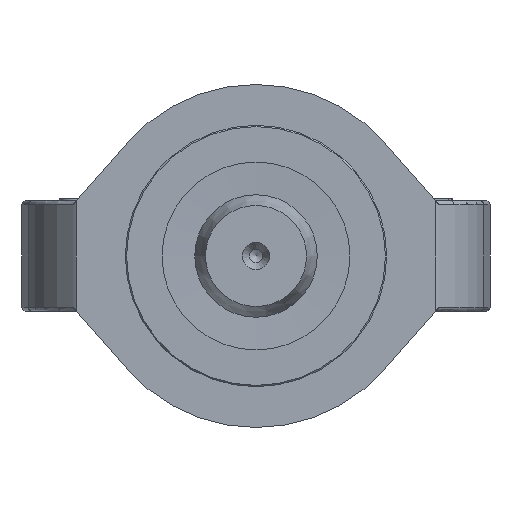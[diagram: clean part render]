
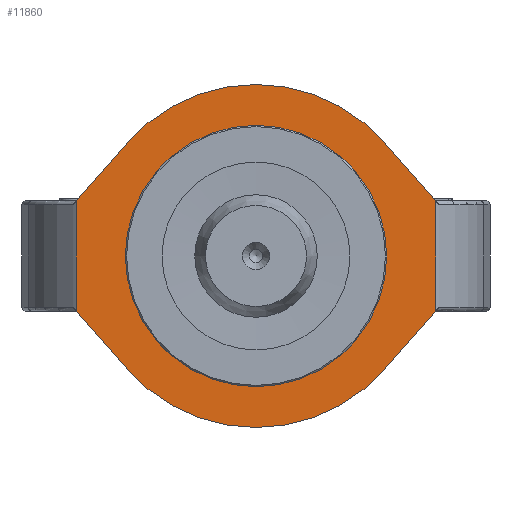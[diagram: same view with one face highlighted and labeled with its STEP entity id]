
A CAD part, front view. The second image highlights one B-rep face of the part: STEP entity #11860.
In plain terms, the highlighted planar face has unit normal (0, -1, 0).
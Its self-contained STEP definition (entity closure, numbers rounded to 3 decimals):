
#316=CIRCLE('',#12497,32.);
#371=CIRCLE('',#12608,42.);
#372=CIRCLE('',#12612,42.);
#531=FACE_BOUND('',#2282,.T.);
#1569=FACE_OUTER_BOUND('',#2281,.T.);
#2281=EDGE_LOOP('',(#9491,#9492,#9493,#9494,#9495,#9496,#9497,#9498));
#2282=EDGE_LOOP('',(#9499));
#3270=LINE('',#18463,#4259);
#3274=LINE('',#18480,#4263);
#3290=LINE('',#18890,#4279);
#3292=LINE('',#18896,#4281);
#3294=LINE('',#18900,#4283);
#3296=LINE('',#18906,#4285);
#4259=VECTOR('',#14176,10.);
#4263=VECTOR('',#14196,10.);
#4279=VECTOR('',#14332,10.);
#4281=VECTOR('',#14340,10.);
#4283=VECTOR('',#14344,10.);
#4285=VECTOR('',#14352,10.);
#5193=VERTEX_POINT('',#18344);
#5221=VERTEX_POINT('',#18455);
#5224=VERTEX_POINT('',#18461);
#5228=VERTEX_POINT('',#18477);
#5229=VERTEX_POINT('',#18479);
#5255=VERTEX_POINT('',#18888);
#5256=VERTEX_POINT('',#18892);
#5257=VERTEX_POINT('',#18898);
#5258=VERTEX_POINT('',#18902);
#6644=EDGE_CURVE('',#5193,#5193,#316,.T.);
#6688=EDGE_CURVE('',#5224,#5221,#3270,.T.);
#6696=EDGE_CURVE('',#5228,#5229,#3274,.T.);
#6756=EDGE_CURVE('',#5228,#5255,#3290,.T.);
#6758=EDGE_CURVE('',#5255,#5256,#371,.T.);
#6759=EDGE_CURVE('',#5256,#5221,#3292,.T.);
#6761=EDGE_CURVE('',#5224,#5257,#3294,.T.);
#6763=EDGE_CURVE('',#5257,#5258,#372,.T.);
#6764=EDGE_CURVE('',#5258,#5229,#3296,.T.);
#9491=ORIENTED_EDGE('',*,*,#6696,.F.);
#9492=ORIENTED_EDGE('',*,*,#6756,.T.);
#9493=ORIENTED_EDGE('',*,*,#6758,.T.);
#9494=ORIENTED_EDGE('',*,*,#6759,.T.);
#9495=ORIENTED_EDGE('',*,*,#6688,.F.);
#9496=ORIENTED_EDGE('',*,*,#6761,.T.);
#9497=ORIENTED_EDGE('',*,*,#6763,.T.);
#9498=ORIENTED_EDGE('',*,*,#6764,.T.);
#9499=ORIENTED_EDGE('',*,*,#6644,.T.);
#11292=PLANE('',#12614);
#11860=ADVANCED_FACE('',(#1569,#531),#11292,.T.);
#12497=AXIS2_PLACEMENT_3D('',#18345,#14075,#14076);
#12608=AXIS2_PLACEMENT_3D('',#18894,#14336,#14337);
#12612=AXIS2_PLACEMENT_3D('',#18904,#14348,#14349);
#12614=AXIS2_PLACEMENT_3D('',#18907,#14353,#14354);
#14075=DIRECTION('center_axis',(0.,1.,0.));
#14076=DIRECTION('ref_axis',(-1.,0.,0.));
#14176=DIRECTION('',(0.,0.,1.));
#14196=DIRECTION('',(0.,0.,-1.));
#14332=DIRECTION('',(-0.659,0.,0.752));
#14336=DIRECTION('center_axis',(0.,-1.,0.));
#14337=DIRECTION('ref_axis',(0.752,0.,0.659));
#14340=DIRECTION('',(-0.659,0.,-0.752));
#14344=DIRECTION('',(0.659,0.,-0.752));
#14348=DIRECTION('center_axis',(0.,-1.,0.));
#14349=DIRECTION('ref_axis',(-0.752,0.,-0.659));
#14352=DIRECTION('',(0.659,0.,0.752));
#14353=DIRECTION('center_axis',(0.,-1.,0.));
#14354=DIRECTION('ref_axis',(1.,0.,0.));
#18344=CARTESIAN_POINT('',(32.,-61.,0.));
#18345=CARTESIAN_POINT('Origin',(0.,-61.,0.));
#18455=CARTESIAN_POINT('',(-44.,-61.,13.5));
#18461=CARTESIAN_POINT('',(-44.,-61.,-13.5));
#18463=CARTESIAN_POINT('',(-44.,-61.,0.));
#18477=CARTESIAN_POINT('',(44.,-61.,13.5));
#18479=CARTESIAN_POINT('',(44.,-61.,-13.5));
#18480=CARTESIAN_POINT('',(44.,-61.,0.));
#18888=CARTESIAN_POINT('',(31.604,-61.,27.663));
#18890=CARTESIAN_POINT('',(44.,-61.,13.5));
#18892=CARTESIAN_POINT('',(-31.604,-61.,27.663));
#18894=CARTESIAN_POINT('Origin',(0.,-61.,0.));
#18896=CARTESIAN_POINT('',(-31.604,-61.,27.663));
#18898=CARTESIAN_POINT('',(-31.604,-61.,-27.663));
#18900=CARTESIAN_POINT('',(-44.,-61.,-13.5));
#18902=CARTESIAN_POINT('',(31.604,-61.,-27.663));
#18904=CARTESIAN_POINT('Origin',(0.,-61.,0.));
#18906=CARTESIAN_POINT('',(31.604,-61.,-27.663));
#18907=CARTESIAN_POINT('Origin',(-44.,-61.,0.));
